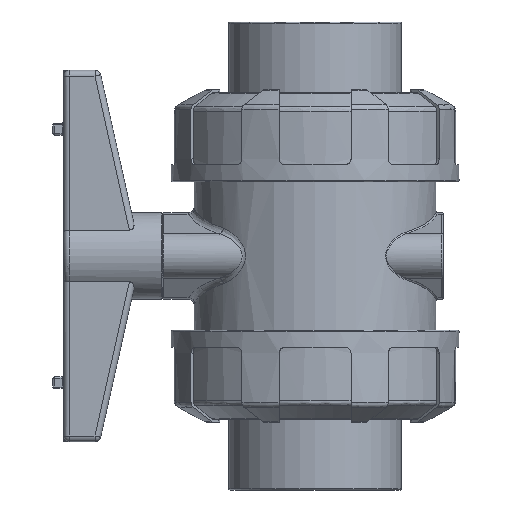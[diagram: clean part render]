
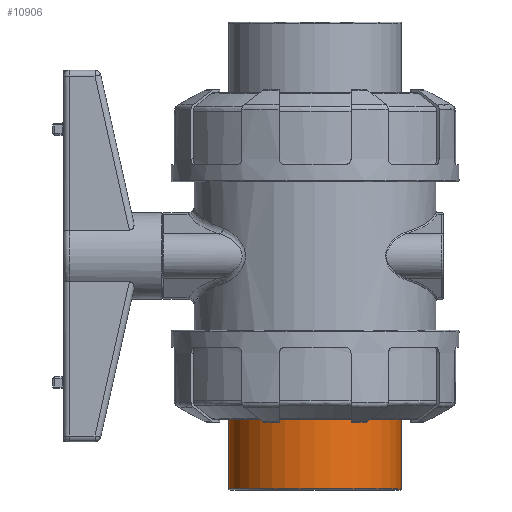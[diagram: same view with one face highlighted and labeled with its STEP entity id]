
A CAD part, left-side view. The second image highlights one B-rep face of the part: STEP entity #10906.
In plain terms, the highlighted cylindrical face has radius 30 mm (diameter 60 mm), a full revolution.
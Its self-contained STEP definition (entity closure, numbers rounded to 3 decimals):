
#526=CIRCLE('',#11767,30.);
#527=CIRCLE('',#11768,30.);
#529=CIRCLE('',#11772,30.);
#1254=CYLINDRICAL_SURFACE('',#11771,30.);
#1542=FACE_OUTER_BOUND('',#2194,.T.);
#2194=EDGE_LOOP('',(#7603,#7604,#7605,#7606,#7607));
#2896=LINE('',#17933,#3567);
#3567=VECTOR('',#13402,30.);
#4484=VERTEX_POINT('',#17922);
#4485=VERTEX_POINT('',#17924);
#4487=VERTEX_POINT('',#17931);
#5664=EDGE_CURVE('',#4484,#4485,#526,.T.);
#5665=EDGE_CURVE('',#4485,#4484,#527,.T.);
#5667=EDGE_CURVE('',#4487,#4487,#529,.T.);
#5668=EDGE_CURVE('',#4487,#4485,#2896,.T.);
#7603=ORIENTED_EDGE('',*,*,#5667,.F.);
#7604=ORIENTED_EDGE('',*,*,#5668,.T.);
#7605=ORIENTED_EDGE('',*,*,#5664,.F.);
#7606=ORIENTED_EDGE('',*,*,#5665,.F.);
#7607=ORIENTED_EDGE('',*,*,#5668,.F.);
#10906=ADVANCED_FACE('',(#1542),#1254,.T.);
#11767=AXIS2_PLACEMENT_3D('',#17925,#13390,#13391);
#11768=AXIS2_PLACEMENT_3D('',#17926,#13392,#13393);
#11771=AXIS2_PLACEMENT_3D('',#17930,#13398,#13399);
#11772=AXIS2_PLACEMENT_3D('',#17932,#13400,#13401);
#13390=DIRECTION('center_axis',(0.,0.,-1.));
#13391=DIRECTION('ref_axis',(-1.,0.,0.));
#13392=DIRECTION('center_axis',(0.,0.,-1.));
#13393=DIRECTION('ref_axis',(-1.,0.,0.));
#13398=DIRECTION('center_axis',(0.,0.,1.));
#13399=DIRECTION('ref_axis',(1.,0.,0.));
#13400=DIRECTION('center_axis',(0.,0.,1.));
#13401=DIRECTION('ref_axis',(-0.707,0.707,0.));
#13402=DIRECTION('',(0.,0.,-1.));
#17922=CARTESIAN_POINT('',(30.,0.,-80.75));
#17924=CARTESIAN_POINT('',(-30.,0.,-80.75));
#17925=CARTESIAN_POINT('Origin',(0.,0.,-80.75));
#17926=CARTESIAN_POINT('Origin',(0.,0.,-80.75));
#17930=CARTESIAN_POINT('Origin',(0.,0.,0.));
#17931=CARTESIAN_POINT('',(-30.,0.,-48.75));
#17932=CARTESIAN_POINT('Origin',(0.,0.,-48.75));
#17933=CARTESIAN_POINT('',(-30.,0.,0.));
